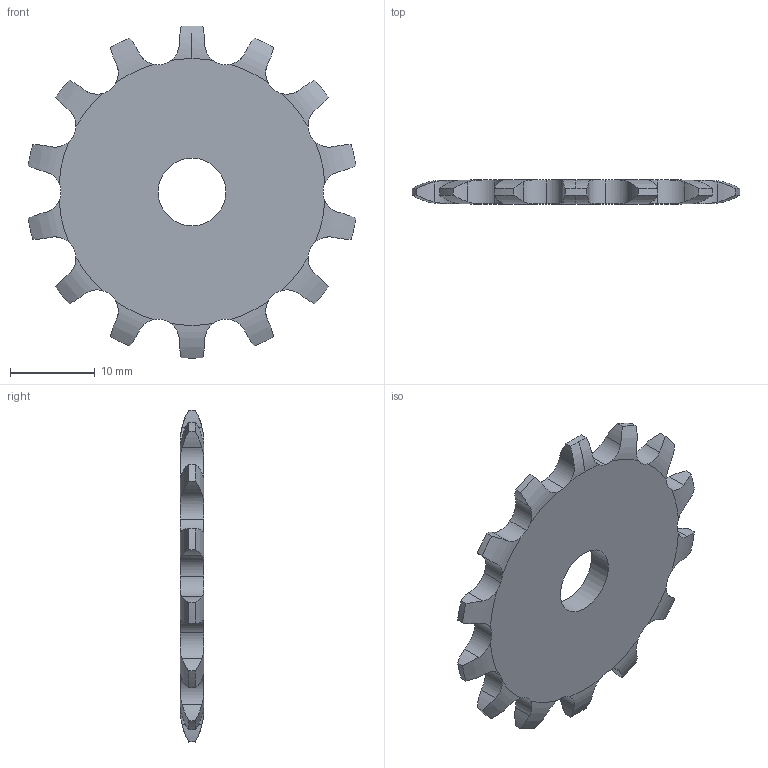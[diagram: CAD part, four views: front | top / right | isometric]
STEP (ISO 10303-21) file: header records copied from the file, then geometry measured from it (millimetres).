
FILE_DESCRIPTION(('FreeCAD Model'),'2;1');
FILE_NAME('Open CASCADE Shape Model','2022-01-16T09:22:45',('FreeCAD'),( 'FreeCAD'),'Open CASCADE STEP processor 7.4','FreeCAD','Unknown');
FILE_SCHEMA(('AUTOMOTIVE_DESIGN { 1 0 10303 214 1 1 1 1 }'));
Length unit declared in the file: millimetre
Products named in the file (1): Open CASCADE STEP translator 7.4 7
Bounding box: 38.71 x 2.8 x 39.2 mm (x, y, z)
Volume: 2407.5 mm3; surface area: 2256 mm2
Topology: 1 solids, 1 shells, 103 faces, 331 edges, 230 vertices
Faces by surface type: cylinder 71, revolution 30, plane 2
Full cylindrical faces by diameter (mm): 8 x1
Entity records: 12067 total; most frequent: CARTESIAN_POINT 6079, DIRECTION 984, ORIENTED_EDGE 662, PCURVE 662, DEFINITIONAL_REPRESENTATION 662, LINE 393, VECTOR 393, B_SPLINE_CURVE_WITH_KNOTS 336
